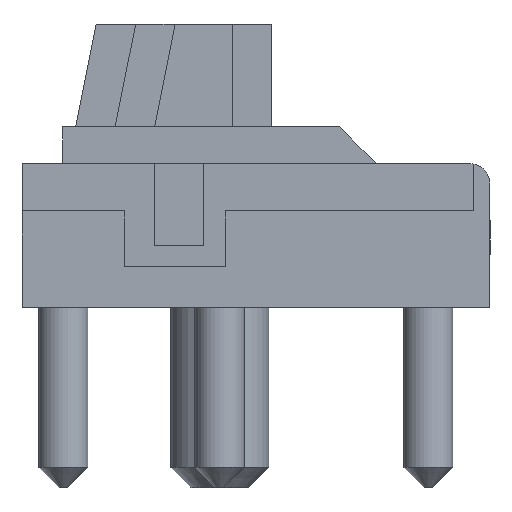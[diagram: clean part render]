
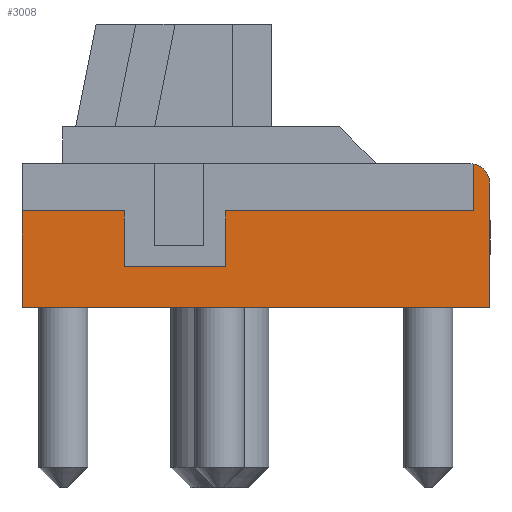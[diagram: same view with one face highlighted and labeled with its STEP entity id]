
A CAD part, left-side view. The second image highlights one B-rep face of the part: STEP entity #3008.
In plain terms, the highlighted planar face has unit normal (-1, 0, 0).
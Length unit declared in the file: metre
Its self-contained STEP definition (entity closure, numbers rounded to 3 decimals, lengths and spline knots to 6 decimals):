
#1126 = EDGE_CURVE( '', #3306, #3307, #3308, .T. );
#1280 = EDGE_CURVE( '', #3575, #3576, #3577, .T. );
#1320 = EDGE_CURVE( '', #3649, #3650, #3651, .T. );
#1392 = EDGE_CURVE( '', #3576, #3306, #3775, .T. );
#1774 = EDGE_CURVE( '', #3704, #4389, #4390, .T. );
#1814 = EDGE_CURVE( '', #4446, #3704, #4447, .T. );
#2324 = EDGE_CURVE( '', #4446, #5151, #5152, .T. );
#2336 = EDGE_CURVE( '', #3650, #5151, #5167, .T. );
#2968 = EDGE_CURVE( '', #4389, #3575, #5917, .T. );
#3008 = ADVANCED_FACE( '', ( #5964 ), #5965, .T. );
#3064 = EDGE_CURVE( '', #3649, #3307, #6043, .T. );
#3306 = VERTEX_POINT( '', #6325 );
#3307 = VERTEX_POINT( '', #6326 );
#3308 = LINE( '', #6327, #6328 );
#3575 = VERTEX_POINT( '', #6722 );
#3576 = VERTEX_POINT( '', #6723 );
#3577 = LINE( '', #6724, #6725 );
#3649 = VERTEX_POINT( '', #6835 );
#3650 = VERTEX_POINT( '', #6836 );
#3651 = LINE( '', #6837, #6838 );
#3704 = VERTEX_POINT( '', #6911 );
#3775 = LINE( '', #7011, #7012 );
#4389 = VERTEX_POINT( '', #7924 );
#4390 = LINE( '', #7925, #7926 );
#4446 = VERTEX_POINT( '', #8009 );
#4447 = LINE( '', #8010, #8011 );
#5151 = VERTEX_POINT( '', #9119 );
#5152 = CIRCLE( '', #9120, 0.0005 );
#5167 = LINE( '', #9143, #9144 );
#5917 = LINE( '', #10424, #10425 );
#5964 = FACE_OUTER_BOUND( '', #10497, .T. );
#5965 = PLANE( '', #10498 );
#6043 = LINE( '', #10622, #10623 );
#6325 = CARTESIAN_POINT( '', ( -0.00602, 0.002965, 0.00245 ) );
#6326 = CARTESIAN_POINT( '', ( -0.00602, 0.005456, 0.00245 ) );
#6327 = CARTESIAN_POINT( '', ( -0.00602, 0.008523, 0.00245 ) );
#6328 = VECTOR( '', #10957, 1. );
#6722 = CARTESIAN_POINT( '', ( -0.00602, 0.000495, 0.001089 ) );
#6723 = CARTESIAN_POINT( '', ( -0.00602, 0.002965, 0.001089 ) );
#6724 = CARTESIAN_POINT( '', ( -0.00602, 0.004211, 0.001089 ) );
#6725 = VECTOR( '', #11162, 1. );
#6835 = CARTESIAN_POINT( '', ( -0.00602, 0.005456, 0.000102 ) );
#6836 = CARTESIAN_POINT( '', ( -0.00602, -0.005944, 0.000102 ) );
#6837 = CARTESIAN_POINT( '', ( -0.00602, 0.005456, 0.000102 ) );
#6838 = VECTOR( '', #11266, 1. );
#6911 = CARTESIAN_POINT( '', ( -0.00602, -0.005552, 0.00245 ) );
#7011 = CARTESIAN_POINT( '', ( -0.00602, 0.002965, 0.001276 ) );
#7012 = VECTOR( '', #11425, 1. );
#7924 = CARTESIAN_POINT( '', ( -0.00602, 0.000495, 0.00245 ) );
#7925 = CARTESIAN_POINT( '', ( -0.00602, 0.002976, 0.00245 ) );
#7926 = VECTOR( '', #12087, 1. );
#8009 = CARTESIAN_POINT( '', ( -0.00602, -0.005552, 0.00359 ) );
#8010 = CARTESIAN_POINT( '', ( -0.00602, -0.005552, 0.001276 ) );
#8011 = VECTOR( '', #12155, 1. );
#9119 = CARTESIAN_POINT( '', ( -0.00602, -0.005944, 0.003102 ) );
#9120 = AXIS2_PLACEMENT_3D( '', #13100, #13101, #13102 );
#9143 = CARTESIAN_POINT( '', ( -0.00602, -0.005944, 0.000102 ) );
#9144 = VECTOR( '', #13153, 1. );
#10424 = CARTESIAN_POINT( '', ( -0.00602, 0.000495, 0.000595 ) );
#10425 = VECTOR( '', #14066, 1. );
#10497 = EDGE_LOOP( '', ( #14159, #14160, #14161, #14162, #14163, #14164, #14165, #14166, #14167, #14168 ) );
#10498 = AXIS2_PLACEMENT_3D( '', #14169, #14170, #14171 );
#10622 = CARTESIAN_POINT( '', ( -0.00602, 0.005456, 0.000102 ) );
#10623 = VECTOR( '', #14404, 1. );
#10957 = DIRECTION( '', ( 0., 1., 0. ) );
#11162 = DIRECTION( '', ( 0., 1., 0. ) );
#11266 = DIRECTION( '', ( 0., -1., 0. ) );
#11425 = DIRECTION( '', ( 0., 0., 1. ) );
#12087 = DIRECTION( '', ( 0., 1., 0. ) );
#12155 = DIRECTION( '', ( 0., 0., -1. ) );
#13100 = CARTESIAN_POINT( '', ( -0.00602, -0.005444, 0.003102 ) );
#13101 = DIRECTION( '', ( 1., 0., 0. ) );
#13102 = DIRECTION( '', ( 0., -0.707, 0.707 ) );
#13153 = DIRECTION( '', ( 0., 0., 1. ) );
#14066 = DIRECTION( '', ( 0., 0., -1. ) );
#14159 = ORIENTED_EDGE( '', *, *, #1814, .T. );
#14160 = ORIENTED_EDGE( '', *, *, #1774, .T. );
#14161 = ORIENTED_EDGE( '', *, *, #2968, .T. );
#14162 = ORIENTED_EDGE( '', *, *, #1280, .T. );
#14163 = ORIENTED_EDGE( '', *, *, #1392, .T. );
#14164 = ORIENTED_EDGE( '', *, *, #1126, .T. );
#14165 = ORIENTED_EDGE( '', *, *, #3064, .F. );
#14166 = ORIENTED_EDGE( '', *, *, #1320, .T. );
#14167 = ORIENTED_EDGE( '', *, *, #2336, .T. );
#14168 = ORIENTED_EDGE( '', *, *, #2324, .F. );
#14169 = CARTESIAN_POINT( '', ( -0.00602, 0.005456, 0.000102 ) );
#14170 = DIRECTION( '', ( -1., 0., 0. ) );
#14171 = DIRECTION( '', ( 0., 0., 1. ) );
#14404 = DIRECTION( '', ( 0., 0., 1. ) );
